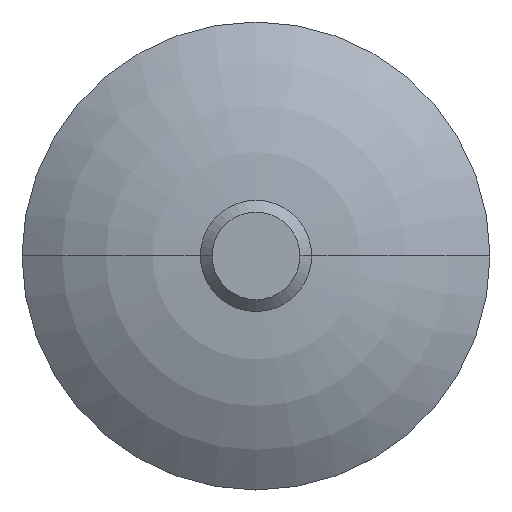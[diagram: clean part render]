
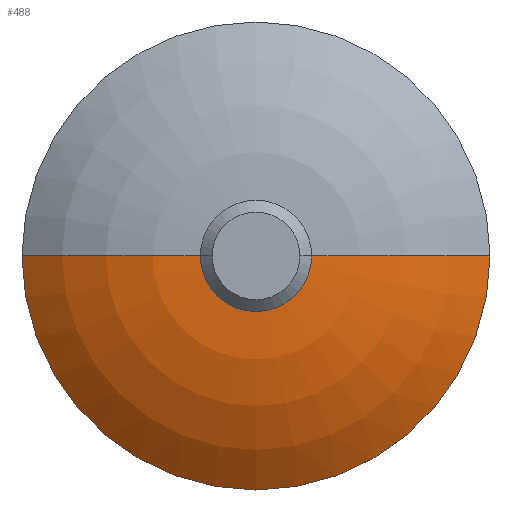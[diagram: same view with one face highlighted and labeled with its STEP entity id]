
A CAD part, top view. The second image highlights one B-rep face of the part: STEP entity #488.
In plain terms, the highlighted toroidal (fillet/blend) face has major radius 1.191 mm and minor radius 6.074 mm.
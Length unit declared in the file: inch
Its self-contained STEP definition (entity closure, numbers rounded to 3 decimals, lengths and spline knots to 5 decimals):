
#38 = AXIS2_PLACEMENT_3D ( 'NONE', #388, #382, #306 ) ;
#103 = VERTEX_POINT ( 'NONE', #692 ) ;
#136 = DIRECTION ( 'NONE',  ( -1., 0., 0. ) ) ;
#169 = CARTESIAN_POINT ( 'NONE',  ( -0.197, 0., 0.01 ) ) ;
#185 = EDGE_CURVE ( 'NONE', #830, #103, #483, .T. ) ;
#196 = EDGE_CURVE ( 'NONE', #103, #785, #440, .T. ) ;
#215 = CARTESIAN_POINT ( 'NONE',  ( -0.04687, 0., -0.17612 ) ) ;
#233 = DIRECTION ( 'NONE',  ( 0., 1., 0. ) ) ;
#268 = DIRECTION ( 'NONE',  ( 1., 0., 0. ) ) ;
#299 = TOROIDAL_SURFACE ( 'NONE', #727, 0.04687, 0.23912 ) ;
#306 = DIRECTION ( 'NONE',  ( -1., 0., 0. ) ) ;
#357 = CARTESIAN_POINT ( 'NONE',  ( 0., 0., 0.01 ) ) ;
#365 = CIRCLE ( 'NONE', #841, 0.23912 ) ;
#382 = DIRECTION ( 'NONE',  ( 0., 0., 1. ) ) ;
#388 = CARTESIAN_POINT ( 'NONE',  ( 0., 0., 0.063 ) ) ;
#390 = CARTESIAN_POINT ( 'NONE',  ( 0.04687, 0., 0.063 ) ) ;
#416 = CARTESIAN_POINT ( 'NONE',  ( 0., 0., -0.17612 ) ) ;
#430 = CARTESIAN_POINT ( 'NONE',  ( 0.04687, 0., -0.17612 ) ) ;
#440 = CIRCLE ( 'NONE', #38, 0.04687 ) ;
#452 = CARTESIAN_POINT ( 'NONE',  ( 0.197, 0., 0.01 ) ) ;
#483 = CIRCLE ( 'NONE', #775, 0.23912 ) ;
#488 = ADVANCED_FACE ( 'NONE', ( #922 ), #299, .T. ) ;
#539 = AXIS2_PLACEMENT_3D ( 'NONE', #357, #857, #685 ) ;
#605 = EDGE_CURVE ( 'NONE', #830, #742, #653, .T. ) ;
#606 = EDGE_CURVE ( 'NONE', #742, #785, #365, .T. ) ;
#653 = CIRCLE ( 'NONE', #539, 0.197 ) ;
#660 = EDGE_LOOP ( 'NONE', ( #864, #688, #836, #861 ) ) ;
#685 = DIRECTION ( 'NONE',  ( 1., 0., 0. ) ) ;
#688 = ORIENTED_EDGE ( 'NONE', *, *, #605, .T. ) ;
#692 = CARTESIAN_POINT ( 'NONE',  ( -0.04687, 0., 0.063 ) ) ;
#727 = AXIS2_PLACEMENT_3D ( 'NONE', #416, #849, #268 ) ;
#742 = VERTEX_POINT ( 'NONE', #452 ) ;
#774 = DIRECTION ( 'NONE',  ( 0., -1., 0. ) ) ;
#775 = AXIS2_PLACEMENT_3D ( 'NONE', #215, #233, #136 ) ;
#785 = VERTEX_POINT ( 'NONE', #390 ) ;
#830 = VERTEX_POINT ( 'NONE', #169 ) ;
#836 = ORIENTED_EDGE ( 'NONE', *, *, #606, .T. ) ;
#841 = AXIS2_PLACEMENT_3D ( 'NONE', #430, #774, #940 ) ;
#849 = DIRECTION ( 'NONE',  ( 0., 0., 1. ) ) ;
#857 = DIRECTION ( 'NONE',  ( 0., 0., 1. ) ) ;
#861 = ORIENTED_EDGE ( 'NONE', *, *, #196, .F. ) ;
#864 = ORIENTED_EDGE ( 'NONE', *, *, #185, .F. ) ;
#922 = FACE_OUTER_BOUND ( 'NONE', #660, .T. ) ;
#940 = DIRECTION ( 'NONE',  ( 0., 0., -1. ) ) ;
